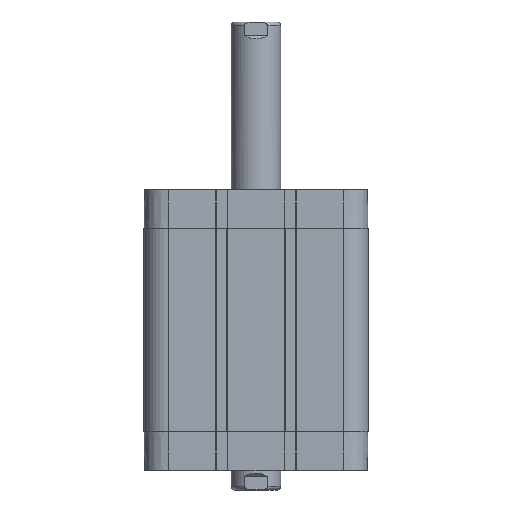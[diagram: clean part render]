
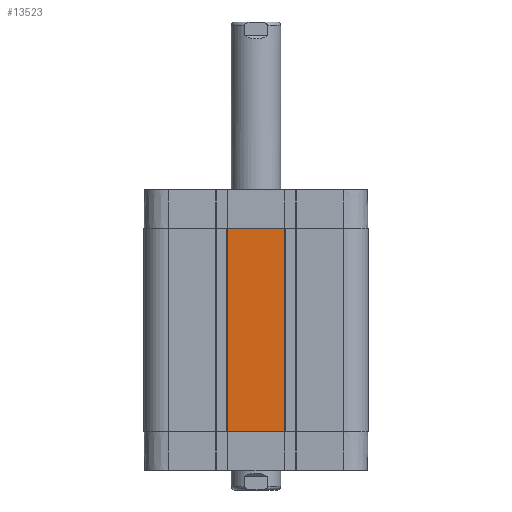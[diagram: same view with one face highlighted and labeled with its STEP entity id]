
A CAD part, left-side view. The second image highlights one B-rep face of the part: STEP entity #13523.
In plain terms, the highlighted planar face has unit normal (-1, 0, 0).
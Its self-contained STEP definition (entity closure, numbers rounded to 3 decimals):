
#11623=CARTESIAN_POINT('',(-56.75,-14.5,-51.5));
#11624=VERTEX_POINT('',#11623);
#11632=CARTESIAN_POINT('',(-56.75,14.5,-51.5));
#11633=VERTEX_POINT('',#11632);
#11634=CARTESIAN_POINT('',(-56.75,14.5,-51.5));
#11635=DIRECTION('',(0.0,-1.0,0.0));
#11636=VECTOR('',#11635,29.);
#11637=LINE('',#11634,#11636);
#11638=EDGE_CURVE('',#11633,#11624,#11637,.T.);
#12547=CARTESIAN_POINT('',(-56.75,14.5,51.5));
#12548=VERTEX_POINT('',#12547);
#12556=CARTESIAN_POINT('',(-56.75,-14.5,51.5));
#12557=VERTEX_POINT('',#12556);
#12558=CARTESIAN_POINT('',(-56.75,-14.5,51.5));
#12559=DIRECTION('',(0.0,1.0,0.0));
#12560=VECTOR('',#12559,29.);
#12561=LINE('',#12558,#12560);
#12562=EDGE_CURVE('',#12557,#12548,#12561,.T.);
#13180=CARTESIAN_POINT('',(-56.75,14.5,-51.5));
#13181=DIRECTION('',(0.0,0.0,1.0));
#13182=VECTOR('',#13181,103.0);
#13183=LINE('',#13180,#13182);
#13184=EDGE_CURVE('',#11633,#12548,#13183,.T.);
#13297=CARTESIAN_POINT('',(-56.75,-14.5,51.5));
#13298=DIRECTION('',(0.0,0.0,-1.0));
#13299=VECTOR('',#13298,103.0);
#13300=LINE('',#13297,#13299);
#13301=EDGE_CURVE('',#12557,#11624,#13300,.T.);
#13512=CARTESIAN_POINT('',(-56.75,-56.75,0.0));
#13513=DIRECTION('',(-1.0,0.0,0.0));
#13514=DIRECTION('',(0.0,0.0,1.0));
#13515=AXIS2_PLACEMENT_3D('',#13512,#13513,#13514);
#13516=PLANE('',#13515);
#13517=ORIENTED_EDGE('',*,*,#13184,.F.);
#13518=ORIENTED_EDGE('',*,*,#11638,.T.);
#13519=ORIENTED_EDGE('',*,*,#13301,.F.);
#13520=ORIENTED_EDGE('',*,*,#12562,.T.);
#13521=EDGE_LOOP('',(#13517,#13518,#13519,#13520));
#13522=FACE_OUTER_BOUND('',#13521,.T.);
#13523=ADVANCED_FACE('',(#13522),#13516,.T.);
